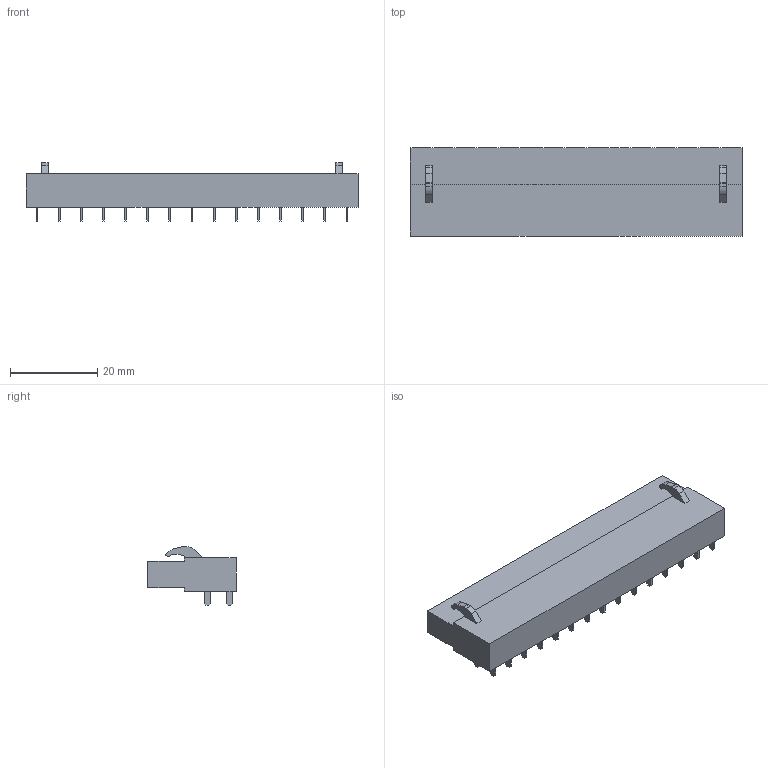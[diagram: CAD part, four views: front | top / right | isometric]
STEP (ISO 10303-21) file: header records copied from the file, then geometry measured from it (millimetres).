
FILE_DESCRIPTION(('CATIA V5 STEP Exchange','CAx-IF Rec.Pracs.--- Model Styling and Organization---1.2---2011-12-15'),'2;1');
FILE_NAME ('D1454270_0', '2018-09-01T03:02:03+00:00', ('none'), ('Weidmueller'), 'CATIA Version 5-6 Release 2014', 'CATIA V5 STEP AP214', 'none');
FILE_SCHEMA(('AUTOMOTIVE_DESIGN { 1 0 10303 214 1 1 1 1 }'));
Length unit declared in the file: millimetre
Products named in the file (1): 1648440000
Bounding box: 76.2 x 20.25 x 13.48 mm (x, y, z)
Volume: 10725.1 mm3; surface area: 5269.8 mm2
Topology: 31 solids, 31 shells, 481 faces, 1116 edges, 744 vertices
Faces by surface type: plane 437, cone 30, cylinder 14
Entity records: 12239 total; most frequent: ORIENTED_EDGE 2232, CARTESIAN_POINT 2152, DIRECTION 1608, EDGE_CURVE 1116, VECTOR 998, LINE 998, VERTEX_POINT 744, EDGE_LOOP 528
